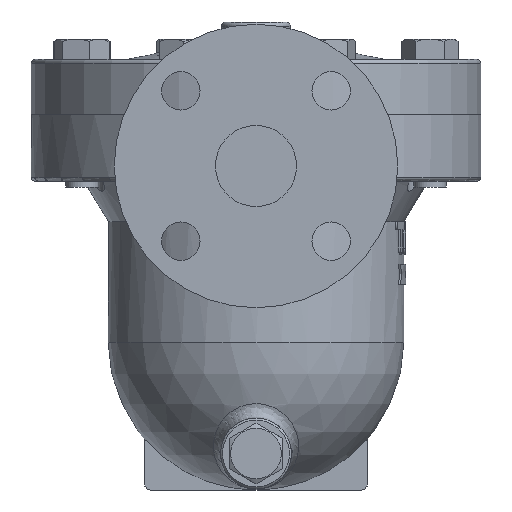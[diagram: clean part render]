
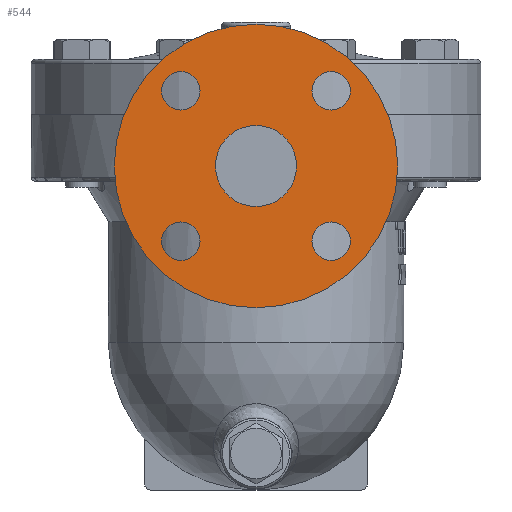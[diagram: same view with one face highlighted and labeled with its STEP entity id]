
A CAD part, left-side view. The second image highlights one B-rep face of the part: STEP entity #544.
In plain terms, the highlighted free-form (B-spline) face has degree [1, 1] with [2, 2] control points.
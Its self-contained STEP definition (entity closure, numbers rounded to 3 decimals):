
#389=CARTESIAN_POINT('',(-183.0,0.0,77.5));
#390=VERTEX_POINT('',#389);
#391=CARTESIAN_POINT('',(-183.,0.0,7.5));
#392=DIRECTION('',(-1.0,0.0,0.0));
#393=DIRECTION('',(0.0,0.0,1.0));
#394=AXIS2_PLACEMENT_3D('',#391,#392,#393);
#395=CIRCLE('',#394,70.0);
#396=EDGE_CURVE('',#390,#390,#395,.T.);
#409=CARTESIAN_POINT('',(-183.,0.0,-12.5));
#410=VERTEX_POINT('',#409);
#411=CARTESIAN_POINT('',(-183.0,0.0,7.5));
#412=DIRECTION('',(1.0,0.0,0.0));
#413=DIRECTION('',(0.0,0.0,-1.0));
#414=AXIS2_PLACEMENT_3D('',#411,#412,#413);
#415=CIRCLE('',#414,20.0);
#416=EDGE_CURVE('',#410,#410,#415,.T.);
#449=CARTESIAN_POINT('',(-183.0,-27.623,44.623));
#450=VERTEX_POINT('',#449);
#451=CARTESIAN_POINT('',(-183.0,-37.123,44.623));
#452=DIRECTION('',(1.0,0.0,0.0));
#453=DIRECTION('',(0.0,1.0,0.0));
#454=AXIS2_PLACEMENT_3D('',#451,#452,#453);
#455=CIRCLE('',#454,9.5);
#456=EDGE_CURVE('',#450,#450,#455,.T.);
#469=CARTESIAN_POINT('',(-183.,-37.123,-20.123));
#470=VERTEX_POINT('',#469);
#471=CARTESIAN_POINT('',(-183.,-37.123,-29.623));
#472=DIRECTION('',(1.0,0.0,0.0));
#473=DIRECTION('',(0.0,0.0,1.0));
#474=AXIS2_PLACEMENT_3D('',#471,#472,#473);
#475=CIRCLE('',#474,9.5);
#476=EDGE_CURVE('',#470,#470,#475,.T.);
#489=CARTESIAN_POINT('',(-183.,27.623,-29.623));
#490=VERTEX_POINT('',#489);
#491=CARTESIAN_POINT('',(-183.,37.123,-29.623));
#492=DIRECTION('',(1.0,0.0,0.0));
#493=DIRECTION('',(0.0,-1.0,0.0));
#494=AXIS2_PLACEMENT_3D('',#491,#492,#493);
#495=CIRCLE('',#494,9.5);
#496=EDGE_CURVE('',#490,#490,#495,.T.);
#509=CARTESIAN_POINT('',(-183.0,37.123,35.123));
#510=VERTEX_POINT('',#509);
#511=CARTESIAN_POINT('',(-183.0,37.123,44.623));
#512=DIRECTION('',(1.0,0.0,0.0));
#513=DIRECTION('',(0.0,0.0,-1.0));
#514=AXIS2_PLACEMENT_3D('',#511,#512,#513);
#515=CIRCLE('',#514,9.5);
#516=EDGE_CURVE('',#510,#510,#515,.T.);
#521=CARTESIAN_POINT('',(-183.0,70.0,77.5));
#522=CARTESIAN_POINT('',(-183.,70.0,-62.5));
#523=CARTESIAN_POINT('',(-183.0,-70.0,77.5));
#524=CARTESIAN_POINT('',(-183.,-70.0,-62.5));
#525=B_SPLINE_SURFACE_WITH_KNOTS('',1,1,((#521,#523),(#522,#524)),.UNSPECIFIED.,.F.,.F.,.U.,(2,2),(2,2),(0.0,140.0),(0.0,140.0),.UNSPECIFIED.);
#526=ORIENTED_EDGE('',*,*,#396,.T.);
#527=EDGE_LOOP('',(#526));
#528=FACE_OUTER_BOUND('',#527,.T.);
#529=ORIENTED_EDGE('',*,*,#416,.T.);
#530=EDGE_LOOP('',(#529));
#531=FACE_BOUND('',#530,.T.);
#532=ORIENTED_EDGE('',*,*,#456,.T.);
#533=EDGE_LOOP('',(#532));
#534=FACE_BOUND('',#533,.T.);
#535=ORIENTED_EDGE('',*,*,#476,.T.);
#536=EDGE_LOOP('',(#535));
#537=FACE_BOUND('',#536,.T.);
#538=ORIENTED_EDGE('',*,*,#496,.T.);
#539=EDGE_LOOP('',(#538));
#540=FACE_BOUND('',#539,.T.);
#541=ORIENTED_EDGE('',*,*,#516,.T.);
#542=EDGE_LOOP('',(#541));
#543=FACE_BOUND('',#542,.T.);
#544=ADVANCED_FACE('',(#528,#531,#534,#537,#540,#543),#525,.T.);
